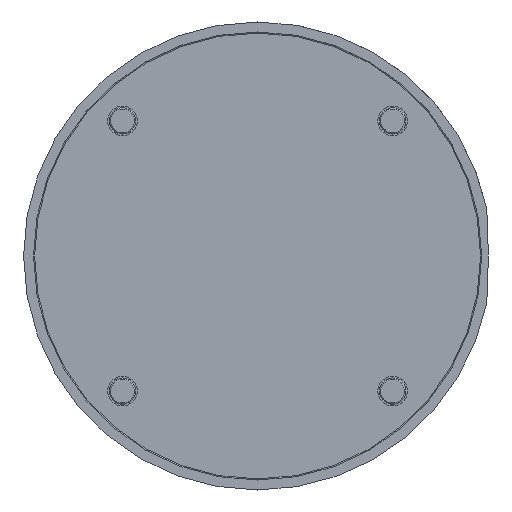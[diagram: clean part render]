
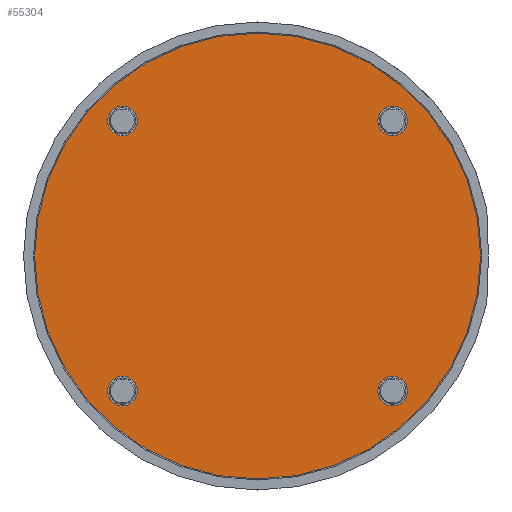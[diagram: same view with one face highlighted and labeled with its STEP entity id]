
A CAD part, left-side view. The second image highlights one B-rep face of the part: STEP entity #55304.
In plain terms, the highlighted planar face has unit normal (-1, 0, 0).
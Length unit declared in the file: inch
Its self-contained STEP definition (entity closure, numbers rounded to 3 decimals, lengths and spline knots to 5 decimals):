
#800 = EDGE_CURVE ( 'NONE', #63620, #1009, #49816, .T. ) ;
#901 = AXIS2_PLACEMENT_3D ( 'NONE', #47109, #9130, #53513 ) ;
#1009 = VERTEX_POINT ( 'NONE', #73461 ) ;
#1039 = VERTEX_POINT ( 'NONE', #35037 ) ;
#2604 = FACE_BOUND ( 'NONE', #37686, .T. ) ;
#7336 = ORIENTED_EDGE ( 'NONE', *, *, #62303, .F. ) ;
#7694 = CARTESIAN_POINT ( 'NONE',  ( -13.12, -2.56326, 2.84426 ) ) ;
#9130 = DIRECTION ( 'NONE',  ( -1., 0., 0. ) ) ;
#9142 = DIRECTION ( 'NONE',  ( -1., 0., 0. ) ) ;
#10166 = CIRCLE ( 'NONE', #44162, 0.281 ) ;
#11904 = DIRECTION ( 'NONE',  ( -1., 0., 0. ) ) ;
#13662 = VERTEX_POINT ( 'NONE', #66406 ) ;
#16976 = EDGE_CURVE ( 'NONE', #53062, #1039, #45525, .T. ) ;
#19492 = FACE_BOUND ( 'NONE', #46641, .T. ) ;
#19554 = EDGE_CURVE ( 'NONE', #29781, #68490, #32392, .T. ) ;
#21043 = AXIS2_PLACEMENT_3D ( 'NONE', #67685, #29808, #74040 ) ;
#21135 = CARTESIAN_POINT ( 'NONE',  ( -13.12, 2.56326, 2.56326 ) ) ;
#25079 = DIRECTION ( 'NONE',  ( -1., 0., 0. ) ) ;
#25307 = ORIENTED_EDGE ( 'NONE', *, *, #75108, .T. ) ;
#26861 = DIRECTION ( 'NONE',  ( -1., 0., 0. ) ) ;
#27499 = DIRECTION ( 'NONE',  ( 0., 0., 1. ) ) ;
#27734 = CARTESIAN_POINT ( 'NONE',  ( -13.12, 2.56326, 2.56326 ) ) ;
#28465 = EDGE_CURVE ( 'NONE', #77812, #13662, #58602, .T. ) ;
#29394 = AXIS2_PLACEMENT_3D ( 'NONE', #73072, #67265, #66983 ) ;
#29781 = VERTEX_POINT ( 'NONE', #65858 ) ;
#29808 = DIRECTION ( 'NONE',  ( -1., 0., 0. ) ) ;
#32392 = CIRCLE ( 'NONE', #63743, 4.2305 ) ;
#32779 = EDGE_CURVE ( 'NONE', #41677, #41955, #43941, .T. ) ;
#33449 = CARTESIAN_POINT ( 'NONE',  ( -13.12, 0., 0. ) ) ;
#33749 = EDGE_LOOP ( 'NONE', ( #61367, #68309 ) ) ;
#34093 = DIRECTION ( 'NONE',  ( 0., 0., 1. ) ) ;
#34874 = AXIS2_PLACEMENT_3D ( 'NONE', #21135, #65424, #27499 ) ;
#35037 = CARTESIAN_POINT ( 'NONE',  ( -13.12, 2.56326, 2.84426 ) ) ;
#35041 = EDGE_CURVE ( 'NONE', #13662, #77812, #65322, .T. ) ;
#36301 = EDGE_LOOP ( 'NONE', ( #64314, #25307 ) ) ;
#36359 = FACE_BOUND ( 'NONE', #79102, .T. ) ;
#37686 = EDGE_LOOP ( 'NONE', ( #77050, #81626 ) ) ;
#37864 = CARTESIAN_POINT ( 'NONE',  ( -13.12, -2.56326, -2.56326 ) ) ;
#38350 = FACE_BOUND ( 'NONE', #33749, .T. ) ;
#38628 = ORIENTED_EDGE ( 'NONE', *, *, #63627, .F. ) ;
#39826 = DIRECTION ( 'NONE',  ( 0., 0., 1. ) ) ;
#39861 = AXIS2_PLACEMENT_3D ( 'NONE', #49880, #11904, #56288 ) ;
#41677 = VERTEX_POINT ( 'NONE', #69548 ) ;
#41955 = VERTEX_POINT ( 'NONE', #54840 ) ;
#43941 = CIRCLE ( 'NONE', #21043, 0.281 ) ;
#44162 = AXIS2_PLACEMENT_3D ( 'NONE', #64788, #26861, #71100 ) ;
#44255 = DIRECTION ( 'NONE',  ( 0., 0., 1. ) ) ;
#45285 = CARTESIAN_POINT ( 'NONE',  ( -13.12, 2.56326, 2.28226 ) ) ;
#45525 = CIRCLE ( 'NONE', #34874, 0.281 ) ;
#45931 = PLANE ( 'NONE',  #48768 ) ;
#46641 = EDGE_LOOP ( 'NONE', ( #71586, #38628 ) ) ;
#47109 = CARTESIAN_POINT ( 'NONE',  ( -13.12, 2.56326, -2.56326 ) ) ;
#47122 = CARTESIAN_POINT ( 'NONE',  ( -13.12, 0., 0. ) ) ;
#47886 = CIRCLE ( 'NONE', #67832, 0.281 ) ;
#48768 = AXIS2_PLACEMENT_3D ( 'NONE', #33449, #77745, #39826 ) ;
#49816 = CIRCLE ( 'NONE', #29394, 0.281 ) ;
#49880 = CARTESIAN_POINT ( 'NONE',  ( -13.12, 0., 0. ) ) ;
#50622 = ORIENTED_EDGE ( 'NONE', *, *, #32779, .F. ) ;
#53062 = VERTEX_POINT ( 'NONE', #45285 ) ;
#53513 = DIRECTION ( 'NONE',  ( 0., 0., 1. ) ) ;
#53530 = DIRECTION ( 'NONE',  ( 0., 0., 1. ) ) ;
#54840 = CARTESIAN_POINT ( 'NONE',  ( -13.12, -2.56326, -2.28226 ) ) ;
#55304 = ADVANCED_FACE ( 'NONE', ( #38350, #36359, #19492, #2604, #68016 ), #45931, .T. ) ;
#56288 = DIRECTION ( 'NONE',  ( 0., 0., 1. ) ) ;
#58602 = CIRCLE ( 'NONE', #69031, 0.281 ) ;
#61367 = ORIENTED_EDGE ( 'NONE', *, *, #28465, .F. ) ;
#62303 = EDGE_CURVE ( 'NONE', #41955, #41677, #47886, .T. ) ;
#62527 = CARTESIAN_POINT ( 'NONE',  ( -13.12, 0., -4.2305 ) ) ;
#63027 = CARTESIAN_POINT ( 'NONE',  ( -13.12, 2.56326, -2.56326 ) ) ;
#63620 = VERTEX_POINT ( 'NONE', #7694 ) ;
#63627 = EDGE_CURVE ( 'NONE', #1009, #63620, #10166, .T. ) ;
#63743 = AXIS2_PLACEMENT_3D ( 'NONE', #47122, #9142, #53530 ) ;
#64314 = ORIENTED_EDGE ( 'NONE', *, *, #19554, .T. ) ;
#64788 = CARTESIAN_POINT ( 'NONE',  ( -13.12, -2.56326, 2.56326 ) ) ;
#65322 = CIRCLE ( 'NONE', #901, 0.281 ) ;
#65424 = DIRECTION ( 'NONE',  ( -1., 0., 0. ) ) ;
#65858 = CARTESIAN_POINT ( 'NONE',  ( -13.12, 0., 4.2305 ) ) ;
#66406 = CARTESIAN_POINT ( 'NONE',  ( -13.12, 2.56326, -2.84426 ) ) ;
#66983 = DIRECTION ( 'NONE',  ( 0., 0., 1. ) ) ;
#67265 = DIRECTION ( 'NONE',  ( -1., 0., 0. ) ) ;
#67685 = CARTESIAN_POINT ( 'NONE',  ( -13.12, -2.56326, -2.56326 ) ) ;
#67832 = AXIS2_PLACEMENT_3D ( 'NONE', #37864, #82114, #44255 ) ;
#68016 = FACE_OUTER_BOUND ( 'NONE', #36301, .T. ) ;
#68309 = ORIENTED_EDGE ( 'NONE', *, *, #35041, .F. ) ;
#68490 = VERTEX_POINT ( 'NONE', #62527 ) ;
#69031 = AXIS2_PLACEMENT_3D ( 'NONE', #63027, #25079, #69342 ) ;
#69131 = CIRCLE ( 'NONE', #39861, 4.2305 ) ;
#69342 = DIRECTION ( 'NONE',  ( 0., 0., 1. ) ) ;
#69548 = CARTESIAN_POINT ( 'NONE',  ( -13.12, -2.56326, -2.84426 ) ) ;
#71100 = DIRECTION ( 'NONE',  ( 0., 0., 1. ) ) ;
#71586 = ORIENTED_EDGE ( 'NONE', *, *, #800, .F. ) ;
#71996 = DIRECTION ( 'NONE',  ( -1., 0., 0. ) ) ;
#72532 = CARTESIAN_POINT ( 'NONE',  ( -13.12, 2.56326, -2.28226 ) ) ;
#73072 = CARTESIAN_POINT ( 'NONE',  ( -13.12, -2.56326, 2.56326 ) ) ;
#73461 = CARTESIAN_POINT ( 'NONE',  ( -13.12, -2.56326, 2.28226 ) ) ;
#73856 = AXIS2_PLACEMENT_3D ( 'NONE', #27734, #71996, #34093 ) ;
#74040 = DIRECTION ( 'NONE',  ( 0., 0., 1. ) ) ;
#75108 = EDGE_CURVE ( 'NONE', #68490, #29781, #69131, .T. ) ;
#77050 = ORIENTED_EDGE ( 'NONE', *, *, #77686, .F. ) ;
#77686 = EDGE_CURVE ( 'NONE', #1039, #53062, #79390, .T. ) ;
#77745 = DIRECTION ( 'NONE',  ( -1., 0., 0. ) ) ;
#77812 = VERTEX_POINT ( 'NONE', #72532 ) ;
#79102 = EDGE_LOOP ( 'NONE', ( #7336, #50622 ) ) ;
#79390 = CIRCLE ( 'NONE', #73856, 0.281 ) ;
#81626 = ORIENTED_EDGE ( 'NONE', *, *, #16976, .F. ) ;
#82114 = DIRECTION ( 'NONE',  ( -1., 0., 0. ) ) ;
